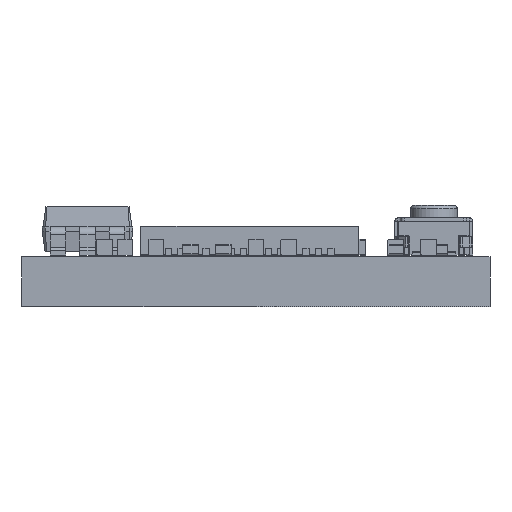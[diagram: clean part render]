
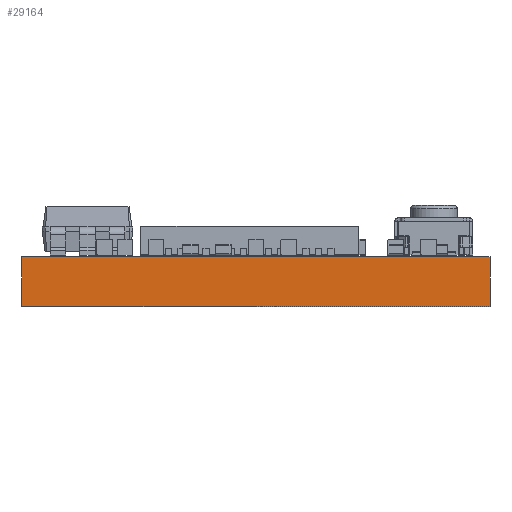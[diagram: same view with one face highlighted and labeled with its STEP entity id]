
A CAD part, front view. The second image highlights one B-rep face of the part: STEP entity #29164.
In plain terms, the highlighted planar face has unit normal (0, -1, 0).
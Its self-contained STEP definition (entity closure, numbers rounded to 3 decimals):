
#29108 = VERTEX_POINT('',#29109);
#29109 = CARTESIAN_POINT('',(7.5,-14.65,1.6));
#29115 = EDGE_CURVE('',#29116,#29108,#29118,.T.);
#29116 = VERTEX_POINT('',#29117);
#29117 = CARTESIAN_POINT('',(7.5,-14.65,0.));
#29118 = LINE('',#29119,#29120);
#29119 = CARTESIAN_POINT('',(7.5,-14.65,0.));
#29120 = VECTOR('',#29121,1.);
#29121 = DIRECTION('',(0.,0.,1.));
#29164 = ADVANCED_FACE('',(#29165),#29190,.T.);
#29165 = FACE_BOUND('',#29166,.T.);
#29166 = EDGE_LOOP('',(#29167,#29168,#29176,#29184));
#29167 = ORIENTED_EDGE('',*,*,#29115,.T.);
#29168 = ORIENTED_EDGE('',*,*,#29169,.T.);
#29169 = EDGE_CURVE('',#29108,#29170,#29172,.T.);
#29170 = VERTEX_POINT('',#29171);
#29171 = CARTESIAN_POINT('',(-7.5,-14.65,1.6));
#29172 = LINE('',#29173,#29174);
#29173 = CARTESIAN_POINT('',(7.5,-14.65,1.6));
#29174 = VECTOR('',#29175,1.);
#29175 = DIRECTION('',(-1.,0.,0.));
#29176 = ORIENTED_EDGE('',*,*,#29177,.F.);
#29177 = EDGE_CURVE('',#29178,#29170,#29180,.T.);
#29178 = VERTEX_POINT('',#29179);
#29179 = CARTESIAN_POINT('',(-7.5,-14.65,0.));
#29180 = LINE('',#29181,#29182);
#29181 = CARTESIAN_POINT('',(-7.5,-14.65,0.));
#29182 = VECTOR('',#29183,1.);
#29183 = DIRECTION('',(0.,0.,1.));
#29184 = ORIENTED_EDGE('',*,*,#29185,.F.);
#29185 = EDGE_CURVE('',#29116,#29178,#29186,.T.);
#29186 = LINE('',#29187,#29188);
#29187 = CARTESIAN_POINT('',(7.5,-14.65,0.));
#29188 = VECTOR('',#29189,1.);
#29189 = DIRECTION('',(-1.,0.,0.));
#29190 = PLANE('',#29191);
#29191 = AXIS2_PLACEMENT_3D('',#29192,#29193,#29194);
#29192 = CARTESIAN_POINT('',(7.5,-14.65,0.));
#29193 = DIRECTION('',(0.,-1.,0.));
#29194 = DIRECTION('',(-1.,0.,0.));
